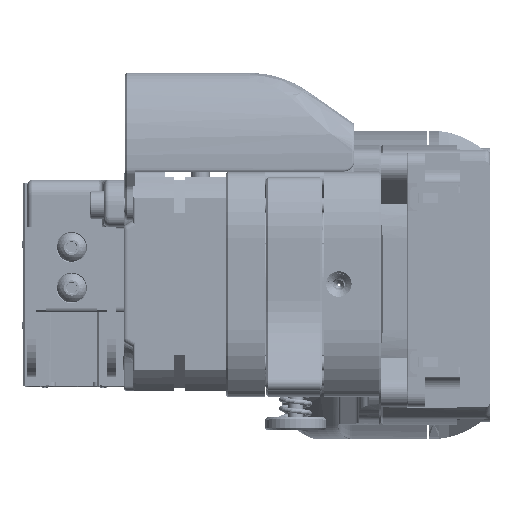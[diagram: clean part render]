
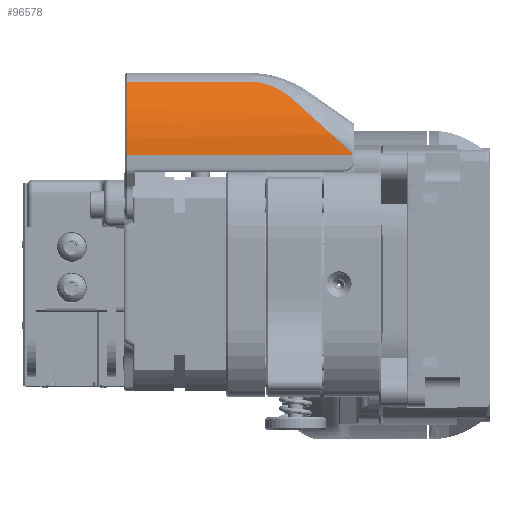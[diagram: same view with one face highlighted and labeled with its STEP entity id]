
A CAD part, top view. The second image highlights one B-rep face of the part: STEP entity #96578.
In plain terms, the highlighted cylindrical face has radius 22 mm (diameter 44 mm), a partial arc.
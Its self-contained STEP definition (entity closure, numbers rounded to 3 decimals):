
#2349=B_SPLINE_CURVE_WITH_KNOTS('',3,(#176072,#176073,#176074,#176075,#176076),
 .UNSPECIFIED.,.F.,.F.,(4,1,4),(0.,0.537,0.94),
 .UNSPECIFIED.);
#3142=ELLIPSE('',#106118,32.763,22.);
#12009=LINE('',#176063,#18999);
#12010=LINE('',#176067,#19000);
#18999=VECTOR('',#129070,10.);
#19000=VECTOR('',#129075,10.);
#22993=CYLINDRICAL_SURFACE('',#106116,22.);
#27274=FACE_OUTER_BOUND('',#33153,.T.);
#33153=EDGE_LOOP('',(#83073,#83074,#83075,#83076,#83077,#83078));
#39098=CIRCLE('',#106083,22.);
#39108=CIRCLE('',#106117,22.);
#46593=VERTEX_POINT('',#175979);
#46594=VERTEX_POINT('',#175983);
#46612=VERTEX_POINT('',#176062);
#46613=VERTEX_POINT('',#176066);
#46614=VERTEX_POINT('',#176068);
#46615=VERTEX_POINT('',#176070);
#59214=EDGE_CURVE('',#46594,#46593,#39098,.T.);
#59253=EDGE_CURVE('',#46593,#46612,#12009,.T.);
#59255=EDGE_CURVE('',#46594,#46613,#12010,.T.);
#59256=EDGE_CURVE('',#46614,#46613,#39108,.T.);
#59257=EDGE_CURVE('',#46615,#46614,#3142,.T.);
#59258=EDGE_CURVE('',#46612,#46615,#2349,.T.);
#83073=ORIENTED_EDGE('',*,*,#59214,.F.);
#83074=ORIENTED_EDGE('',*,*,#59255,.T.);
#83075=ORIENTED_EDGE('',*,*,#59256,.F.);
#83076=ORIENTED_EDGE('',*,*,#59257,.F.);
#83077=ORIENTED_EDGE('',*,*,#59258,.F.);
#83078=ORIENTED_EDGE('',*,*,#59253,.F.);
#96578=ADVANCED_FACE('',(#27274),#22993,.T.);
#106083=AXIS2_PLACEMENT_3D('',#175985,#128978,#128979);
#106116=AXIS2_PLACEMENT_3D('',#176065,#129073,#129074);
#106117=AXIS2_PLACEMENT_3D('',#176069,#129076,#129077);
#106118=AXIS2_PLACEMENT_3D('',#176071,#129078,#129079);
#128978=DIRECTION('center_axis',(-1.,0.,0.));
#128979=DIRECTION('ref_axis',(0.,0.383,0.924));
#129070=DIRECTION('',(1.,0.,0.));
#129073=DIRECTION('center_axis',(1.,0.,0.));
#129074=DIRECTION('ref_axis',(0.,0.383,0.924));
#129075=DIRECTION('',(1.,0.,0.));
#129076=DIRECTION('center_axis',(1.,0.,0.));
#129077=DIRECTION('ref_axis',(0.,0.,
1.));
#129078=DIRECTION('center_axis',(0.671,0.741,0.));
#129079=DIRECTION('ref_axis',(-0.741,0.671,0.));
#175979=CARTESIAN_POINT('',(-41.65,39.769,143.501));
#175983=CARTESIAN_POINT('',(-41.65,25.388,148.852));
#175985=CARTESIAN_POINT('Origin',(-41.65,25.388,126.852));
#176062=CARTESIAN_POINT('',(-17.587,39.769,143.501));
#176063=CARTESIAN_POINT('',(-18.8,39.769,143.501));
#176065=CARTESIAN_POINT('Origin',(-18.8,25.388,126.852));
#176066=CARTESIAN_POINT('',(2.6,25.388,148.852));
#176067=CARTESIAN_POINT('',(-18.8,25.388,148.852));
#176068=CARTESIAN_POINT('',(2.6,25.762,148.849));
#176069=CARTESIAN_POINT('Origin',(2.6,25.388,126.852));
#176070=CARTESIAN_POINT('',(-8.984,36.258,145.978));
#176071=CARTESIAN_POINT('Origin',(3.013,25.388,126.852));
#176072=CARTESIAN_POINT('Ctrl Pts',(-17.587,39.769,
143.501));
#176073=CARTESIAN_POINT('Ctrl Pts',(-15.796,39.769,
143.501));
#176074=CARTESIAN_POINT('Ctrl Pts',(-12.687,39.024,
144.18));
#176075=CARTESIAN_POINT('Ctrl Pts',(-10.03,37.206,
145.44));
#176076=CARTESIAN_POINT('Ctrl Pts',(-8.984,36.258,
145.978));
